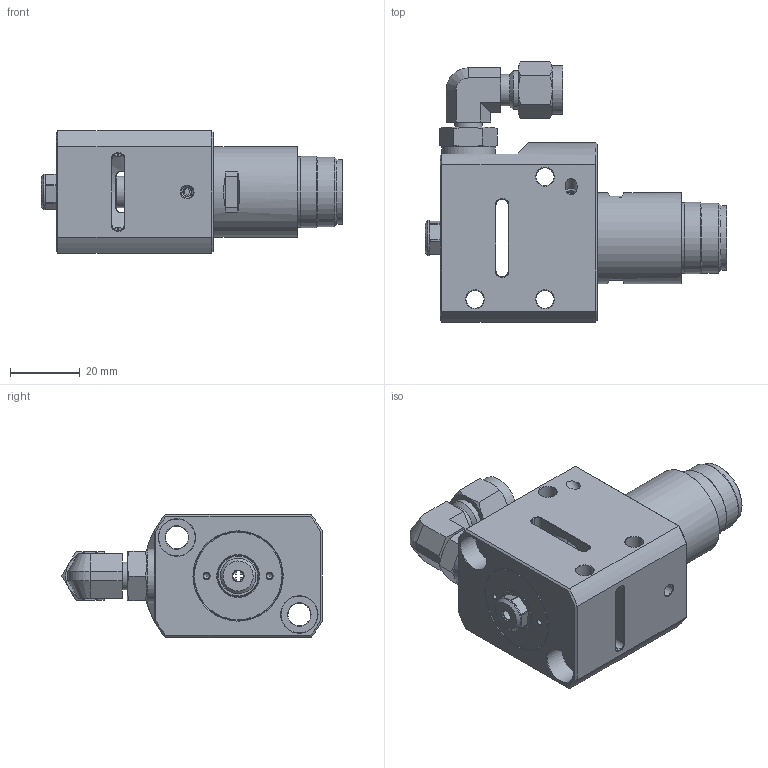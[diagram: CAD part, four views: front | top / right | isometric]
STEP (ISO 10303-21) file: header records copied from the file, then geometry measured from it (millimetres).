
FILE_DESCRIPTION (( 'STEP AP203' ), '1' );
FILE_NAME ('CTS-2630.STEP', '2022-12-02T04:41:55', ( '' ), ( '' ), 'SwSTEP 2.0', 'SolidWorks 2021', '' );
FILE_SCHEMA (( 'CONFIG_CONTROL_DESIGN' ));
Length unit declared in the file: millimetre
Products named in the file (1): CTS-2630
Bounding box: 86.27 x 74.35 x 35 mm (x, y, z)
Surface area: 33047.4 mm2 (no closed solid volume)
Topology: 0 solids, 15 shells, 449 faces, 1047 edges, 639 vertices
Faces by surface type: plane 208, cone 122, cylinder 114, bspline 5
Full cylindrical faces by diameter (mm): 1.6 x6, 2.55 x3, 3 x3, 3.02 x1, 3.5 x3, 4 x2, 5.1 x2, 5.2 x6, 6 x3, 6.5 x2, 6.9 x2, 7.4 x1, 7.874 x2, 8 x1, 8.8 x1, 8.954 x1, 9.728 x1, 10.2 x1, 10.5 x2, 11.112 x1, 11.76 x1, 11.8 x1, 13.97 x1, 15.24 x1, 18.5 x1, 19 x1, 20 x1, 20.2 x1, 20.5 x1, 22.2 x2
Entity records: 14007 total; most frequent: CARTESIAN_POINT 4574, DIRECTION 1948, ORIENTED_EDGE 1720, EDGE_CURVE 861, AXIS2_PLACEMENT_3D 790, EDGE_LOOP 664, VERTEX_POINT 600, FACE_OUTER_BOUND 521
